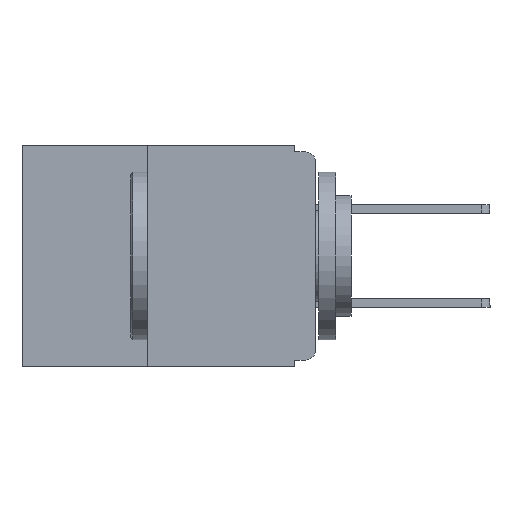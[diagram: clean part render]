
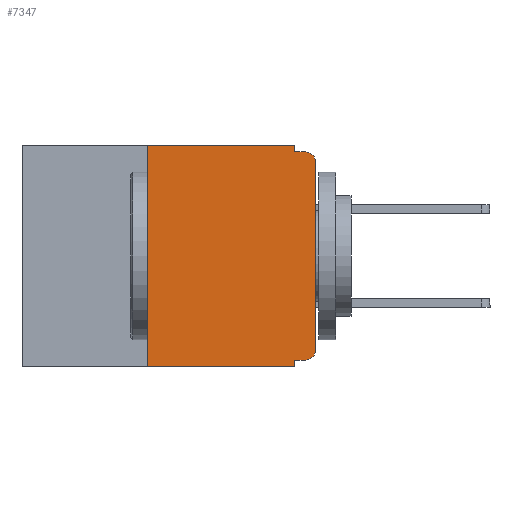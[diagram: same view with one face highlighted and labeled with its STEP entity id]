
A CAD part, left-side view. The second image highlights one B-rep face of the part: STEP entity #7347.
In plain terms, the highlighted planar face has unit normal (-1, 0, 0).
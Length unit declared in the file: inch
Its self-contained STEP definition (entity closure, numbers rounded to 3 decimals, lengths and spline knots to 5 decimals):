
#52 = EDGE_CURVE ( 'NONE', #12856, #54, #4760, .T. ) ;
#54 = VERTEX_POINT ( 'NONE', #7423 ) ;
#164 = ORIENTED_EDGE ( 'NONE', *, *, #1768, .F. ) ;
#315 = VECTOR ( 'NONE', #564, 39.37008 ) ;
#441 = FACE_OUTER_BOUND ( 'NONE', #12428, .T. ) ;
#564 = DIRECTION ( 'NONE',  ( 0., 0., 1. ) ) ;
#744 = LINE ( 'NONE', #15284, #9983 ) ;
#1064 = VERTEX_POINT ( 'NONE', #1573 ) ;
#1123 = ORIENTED_EDGE ( 'NONE', *, *, #14905, .F. ) ;
#1278 = VERTEX_POINT ( 'NONE', #14896 ) ;
#1371 = VECTOR ( 'NONE', #14172, 39.37008 ) ;
#1551 = ORIENTED_EDGE ( 'NONE', *, *, #11948, .T. ) ;
#1573 = CARTESIAN_POINT ( 'NONE',  ( 0., 0.031, -0.33 ) ) ;
#1768 = EDGE_CURVE ( 'NONE', #7495, #12856, #744, .T. ) ;
#2133 = CARTESIAN_POINT ( 'NONE',  ( 0., 0., -0.025 ) ) ;
#2165 = PLANE ( 'NONE',  #13377 ) ;
#2488 = CIRCLE ( 'NONE', #10255, 0.015 ) ;
#2969 = ORIENTED_EDGE ( 'NONE', *, *, #12200, .F. ) ;
#3322 = DIRECTION ( 'NONE',  ( 0., 0., -1. ) ) ;
#3583 = ORIENTED_EDGE ( 'NONE', *, *, #4605, .F. ) ;
#3702 = DIRECTION ( 'NONE',  ( 0., 0., -1. ) ) ;
#4236 = EDGE_CURVE ( 'NONE', #14784, #7952, #2488, .T. ) ;
#4605 = EDGE_CURVE ( 'NONE', #1278, #7495, #6518, .T. ) ;
#4655 = CARTESIAN_POINT ( 'NONE',  ( 0., 0.015, -0.01 ) ) ;
#4760 = LINE ( 'NONE', #14177, #1371 ) ;
#5431 = CARTESIAN_POINT ( 'NONE',  ( 0., 0.015, -0.025 ) ) ;
#5480 = DIRECTION ( 'NONE',  ( -1., 0., 0. ) ) ;
#5826 = ORIENTED_EDGE ( 'NONE', *, *, #4236, .T. ) ;
#5842 = EDGE_CURVE ( 'NONE', #8806, #11796, #14372, .T. ) ;
#5904 = CARTESIAN_POINT ( 'NONE',  ( 0., 0.437, 0. ) ) ;
#6290 = CARTESIAN_POINT ( 'NONE',  ( 0., 0.031, -0.32 ) ) ;
#6304 = ORIENTED_EDGE ( 'NONE', *, *, #13888, .F. ) ;
#6518 = LINE ( 'NONE', #10500, #315 ) ;
#6595 = ORIENTED_EDGE ( 'NONE', *, *, #5842, .T. ) ;
#7100 = DIRECTION ( 'NONE',  ( 0., 0., -1. ) ) ;
#7106 = DIRECTION ( 'NONE',  ( 0., -1., 0. ) ) ;
#7347 = ADVANCED_FACE ( 'NONE', ( #441 ), #2165, .F. ) ;
#7423 = CARTESIAN_POINT ( 'NONE',  ( 0., 0.031, -0.01 ) ) ;
#7495 = VERTEX_POINT ( 'NONE', #13101 ) ;
#7854 = AXIS2_PLACEMENT_3D ( 'NONE', #12541, #12502, #12496 ) ;
#7952 = VERTEX_POINT ( 'NONE', #4655 ) ;
#8474 = DIRECTION ( 'NONE',  ( 0., -1., 0. ) ) ;
#8710 = LINE ( 'NONE', #12406, #15093 ) ;
#8806 = VERTEX_POINT ( 'NONE', #10927 ) ;
#8840 = VERTEX_POINT ( 'NONE', #6290 ) ;
#8964 = LINE ( 'NONE', #10781, #12063 ) ;
#9095 = CARTESIAN_POINT ( 'NONE',  ( 0., 0., -0.01 ) ) ;
#9343 = CARTESIAN_POINT ( 'NONE',  ( 0., 0., -0.305 ) ) ;
#9391 = ORIENTED_EDGE ( 'NONE', *, *, #10934, .T. ) ;
#9569 = VECTOR ( 'NONE', #8474, 39.37008 ) ;
#9983 = VECTOR ( 'NONE', #7106, 39.37008 ) ;
#10255 = AXIS2_PLACEMENT_3D ( 'NONE', #5431, #5480, #3322 ) ;
#10500 = CARTESIAN_POINT ( 'NONE',  ( 0., 0.25, -0.33 ) ) ;
#10781 = CARTESIAN_POINT ( 'NONE',  ( 0., 0.031, -0.33 ) ) ;
#10927 = CARTESIAN_POINT ( 'NONE',  ( 0., 0.015, -0.32 ) ) ;
#10934 = EDGE_CURVE ( 'NONE', #11796, #14784, #8710, .T. ) ;
#11796 = VERTEX_POINT ( 'NONE', #9343 ) ;
#11948 = EDGE_CURVE ( 'NONE', #1278, #1064, #12655, .T. ) ;
#12063 = VECTOR ( 'NONE', #3702, 39.37008 ) ;
#12131 = VECTOR ( 'NONE', #14728, 39.37008 ) ;
#12200 = EDGE_CURVE ( 'NONE', #54, #7952, #12476, .T. ) ;
#12230 = CARTESIAN_POINT ( 'NONE',  ( 0., 0., -0.32 ) ) ;
#12271 = VECTOR ( 'NONE', #14441, 39.37008 ) ;
#12406 = CARTESIAN_POINT ( 'NONE',  ( 0., 0., 0. ) ) ;
#12428 = EDGE_LOOP ( 'NONE', ( #9391, #5826, #2969, #12528, #164, #3583, #1551, #1123, #6304, #6595 ) ) ;
#12476 = LINE ( 'NONE', #9095, #12131 ) ;
#12496 = DIRECTION ( 'NONE',  ( 0., 0., -1. ) ) ;
#12502 = DIRECTION ( 'NONE',  ( -1., 0., 0. ) ) ;
#12528 = ORIENTED_EDGE ( 'NONE', *, *, #52, .F. ) ;
#12541 = CARTESIAN_POINT ( 'NONE',  ( 0., 0.015, -0.305 ) ) ;
#12655 = LINE ( 'NONE', #13072, #9569 ) ;
#12856 = VERTEX_POINT ( 'NONE', #14802 ) ;
#13072 = CARTESIAN_POINT ( 'NONE',  ( 0., 0.437, -0.33 ) ) ;
#13101 = CARTESIAN_POINT ( 'NONE',  ( 0., 0.25, 0. ) ) ;
#13377 = AXIS2_PLACEMENT_3D ( 'NONE', #5904, #13985, #7100 ) ;
#13539 = DIRECTION ( 'NONE',  ( 0., 0., 1. ) ) ;
#13888 = EDGE_CURVE ( 'NONE', #8806, #8840, #15180, .T. ) ;
#13985 = DIRECTION ( 'NONE',  ( 1., 0., 0. ) ) ;
#14172 = DIRECTION ( 'NONE',  ( 0., 0., -1. ) ) ;
#14177 = CARTESIAN_POINT ( 'NONE',  ( 0., 0.031, 0. ) ) ;
#14372 = CIRCLE ( 'NONE', #7854, 0.015 ) ;
#14441 = DIRECTION ( 'NONE',  ( 0., 1., 0. ) ) ;
#14728 = DIRECTION ( 'NONE',  ( 0., -1., 0. ) ) ;
#14784 = VERTEX_POINT ( 'NONE', #2133 ) ;
#14802 = CARTESIAN_POINT ( 'NONE',  ( 0., 0.031, 0. ) ) ;
#14896 = CARTESIAN_POINT ( 'NONE',  ( 0., 0.25, -0.33 ) ) ;
#14905 = EDGE_CURVE ( 'NONE', #8840, #1064, #8964, .T. ) ;
#15093 = VECTOR ( 'NONE', #13539, 39.37008 ) ;
#15180 = LINE ( 'NONE', #12230, #12271 ) ;
#15284 = CARTESIAN_POINT ( 'NONE',  ( 0., 0.437, 0. ) ) ;
